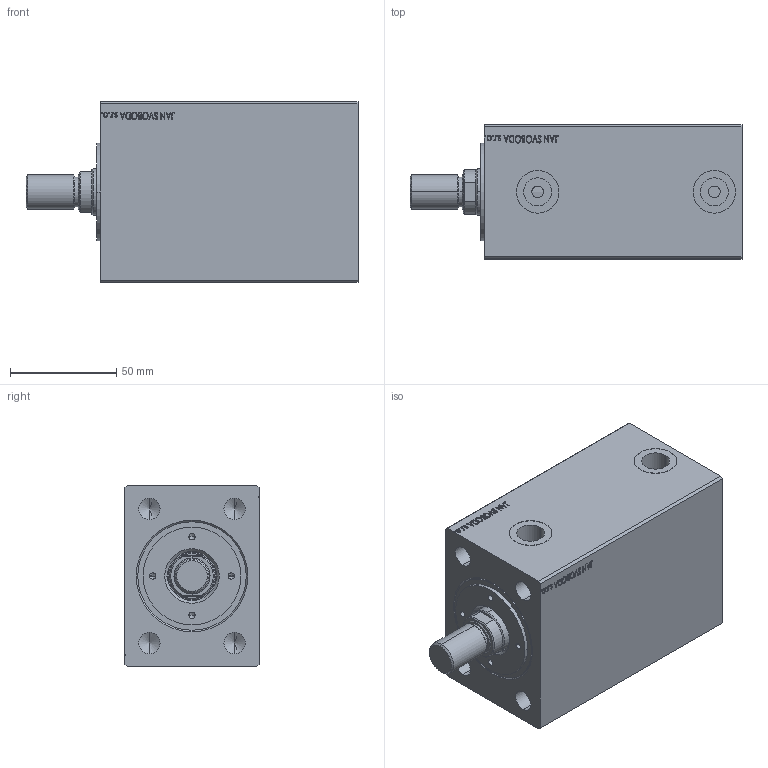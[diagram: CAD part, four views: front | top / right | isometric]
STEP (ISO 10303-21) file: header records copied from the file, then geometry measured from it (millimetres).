
FILE_DESCRIPTION (( 'STEP AP203' ), '1' );
FILE_NAME ('a1f1.STEP', '2022-04-07T15:03:31', ( '' ), ( '' ), 'SwSTEP 2.0', 'SolidWorks 2019', '' );
FILE_SCHEMA (( 'CONFIG_CONTROL_DESIGN' ));
Length unit declared in the file: millimetre
Products named in the file (5): a1f1; V500CZ_B_VC 6212f77679ed5ae7c7a72bba0649a655; V500CZ 6212f77679ed5ae7c7a72bba0649a655; V500CZ_VNIT豊蚠攘ST 6212f77679ed5ae7c7a72bba0649a655; V500CZ_MALE_METRIC 6212f77679ed5ae7c7a72bba0649a655
Assembly tree (4 placements, depth 2):
  a1f1
    V500CZ 6212f77679ed5ae7c7a72bba0649a655
    V500CZ_VNIT豊蚠攘ST 6212f77679ed5ae7c7a72bba0649a655
    V500CZ_MALE_METRIC 6212f77679ed5ae7c7a72bba0649a655
    V500CZ_B_VC 6212f77679ed5ae7c7a72bba0649a655
Bounding box: 156 x 63 x 85 mm (x, y, z)
Volume: 628398.7 mm3; surface area: 104552.1 mm2
Topology: 4 solids, 4 shells, 887 faces, 2265 edges, 1481 vertices
Faces by surface type: plane 403, bspline 380, cylinder 62, cone 40, torus 2
Entity records: 44548 total; most frequent: CARTESIAN_POINT 25166, ORIENTED_EDGE 4478, DIRECTION 2645, EDGE_CURVE 2239, VERTEX_POINT 1481, VECTOR 1329, LINE 1329, EDGE_LOOP 1012
